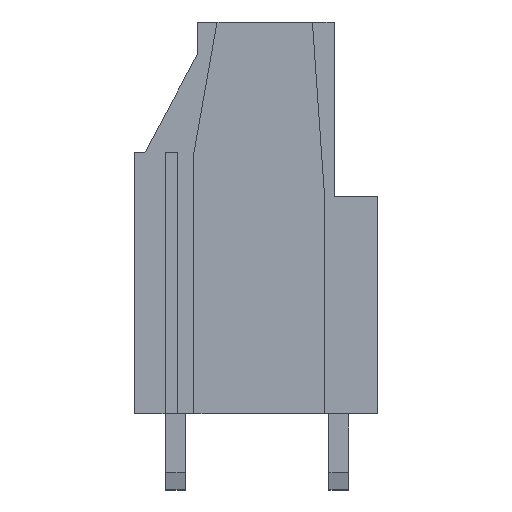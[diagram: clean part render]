
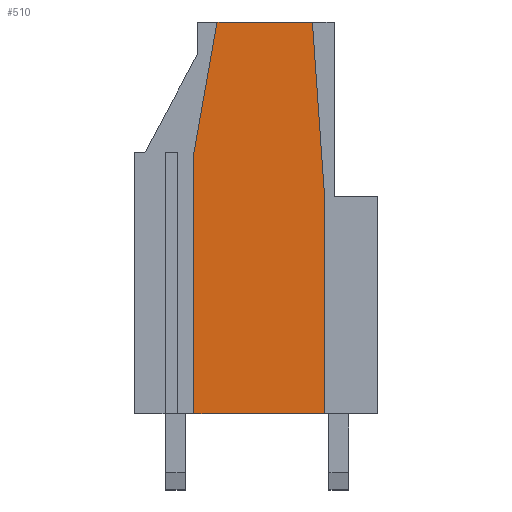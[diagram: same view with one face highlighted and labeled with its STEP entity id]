
A CAD part, front view. The second image highlights one B-rep face of the part: STEP entity #510.
In plain terms, the highlighted planar face has unit normal (0, -1, 0).
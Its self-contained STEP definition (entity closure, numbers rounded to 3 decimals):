
#510 = ADVANCED_FACE( '', ( #1019 ), #1020, .F. );
#1019 = FACE_OUTER_BOUND( '', #1542, .T. );
#1020 = PLANE( '', #1543 );
#1542 = EDGE_LOOP( '', ( #2916, #2917, #2918, #2919, #2920, #2921 ) );
#1543 = AXIS2_PLACEMENT_3D( '', #2922, #2923, #2924 );
#2916 = ORIENTED_EDGE( '', *, *, #3896, .T. );
#2917 = ORIENTED_EDGE( '', *, *, #3370, .F. );
#2918 = ORIENTED_EDGE( '', *, *, #3500, .F. );
#2919 = ORIENTED_EDGE( '', *, *, #3897, .T. );
#2920 = ORIENTED_EDGE( '', *, *, #3898, .T. );
#2921 = ORIENTED_EDGE( '', *, *, #3899, .T. );
#2922 = CARTESIAN_POINT( '', ( 3.808, -3.06, -6.2 ) );
#2923 = DIRECTION( '', ( 0., 1., 0. ) );
#2924 = DIRECTION( '', ( 1., 0., 0. ) );
#3370 = EDGE_CURVE( '', #4067, #4069, #4070, .T. );
#3500 = EDGE_CURVE( '', #4295, #4067, #4297, .T. );
#3896 = EDGE_CURVE( '', #4866, #4069, #4867, .T. );
#3897 = EDGE_CURVE( '', #4295, #4868, #4869, .T. );
#3898 = EDGE_CURVE( '', #4868, #4870, #4871, .T. );
#3899 = EDGE_CURVE( '', #4870, #4866, #4872, .T. );
#4067 = VERTEX_POINT( '', #5085 );
#4069 = VERTEX_POINT( '', #5088 );
#4070 = LINE( '', #5089, #5090 );
#4295 = VERTEX_POINT( '', #5417 );
#4297 = LINE( '', #5420, #5421 );
#4866 = VERTEX_POINT( '', #6274 );
#4867 = LINE( '', #6275, #6276 );
#4868 = VERTEX_POINT( '', #6277 );
#4869 = LINE( '', #6278, #6279 );
#4870 = VERTEX_POINT( '', #6280 );
#4871 = LINE( '', #6281, #6282 );
#4872 = LINE( '', #6283, #6284 );
#5085 = CARTESIAN_POINT( '', ( 2.75, -3.06, 12. ) );
#5088 = CARTESIAN_POINT( '', ( 3.808, -3.06, 18. ) );
#5089 = CARTESIAN_POINT( '', ( 2.75, -3.06, 12. ) );
#5090 = VECTOR( '', #6435, 1000. );
#5417 = CARTESIAN_POINT( '', ( 2.75, -3.06, 0. ) );
#5420 = CARTESIAN_POINT( '', ( 2.75, -3.06, 0. ) );
#5421 = VECTOR( '', #6551, 1000. );
#6274 = CARTESIAN_POINT( '', ( 8.191, -3.06, 18. ) );
#6275 = CARTESIAN_POINT( '', ( 5.35, -3.06, 18. ) );
#6276 = VECTOR( '', #6878, 1000. );
#6277 = CARTESIAN_POINT( '', ( 8.75, -3.06, 0. ) );
#6278 = CARTESIAN_POINT( '', ( 5.35, -3.06, 0. ) );
#6279 = VECTOR( '', #6879, 1000. );
#6280 = CARTESIAN_POINT( '', ( 8.75, -3.06, 10. ) );
#6281 = CARTESIAN_POINT( '', ( 8.75, -3.06, 0. ) );
#6282 = VECTOR( '', #6880, 1000. );
#6283 = CARTESIAN_POINT( '', ( 8.75, -3.06, 10. ) );
#6284 = VECTOR( '', #6881, 1000. );
#6435 = DIRECTION( '', ( 0.174, 0., 0.985 ) );
#6551 = DIRECTION( '', ( 0., 0., 1. ) );
#6878 = DIRECTION( '', ( -1., 0., 0. ) );
#6879 = DIRECTION( '', ( 1., 0., 0. ) );
#6880 = DIRECTION( '', ( 0., 0., 1. ) );
#6881 = DIRECTION( '', ( -0.07, 0., 0.998 ) );
